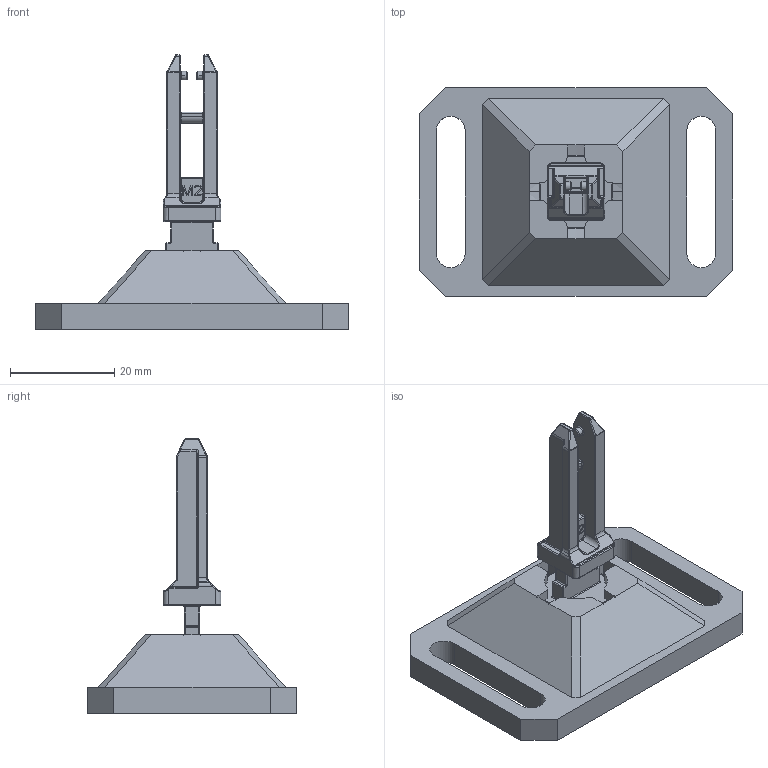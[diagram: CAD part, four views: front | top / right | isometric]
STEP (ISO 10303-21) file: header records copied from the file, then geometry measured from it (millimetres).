
FILE_DESCRIPTION((''),'2;1');
FILE_NAME('222653_ASM','2021-04-05T13:01:57',('PDMAdmin'),('BANNER ENGINEERING'),'CREO PARAMETRIC BY PTC INC, 2019292','CREO PARAMETRIC BY PTC INC, 2019292','');
FILE_SCHEMA(('CONFIG_CONTROL_DESIGN'));
Length unit declared in the file: millimetre
Products named in the file (2): SLC_BETAETIGER_ACF-1; 222653_ASM
Assembly tree (1 placements, depth 2):
  222653_ASM
    SLC_BETAETIGER_ACF-1
Bounding box: 60 x 40 x 52.6 mm (x, y, z)
Volume: 13370.7 mm3; surface area: 10265.7 mm2
Topology: 1 solids, 1 shells, 496 faces, 1260 edges, 747 vertices
Faces by surface type: cylinder 180, plane 173, torus 80, bspline 41, sphere 22
Entity records: 17175 total; most frequent: CARTESIAN_POINT 5383, DIRECTION 2490, ORIENTED_EDGE 2476, EDGE_CURVE 1238, AXIS2_PLACEMENT_3D 923, VERTEX_POINT 747, VECTOR 644, LINE 644
